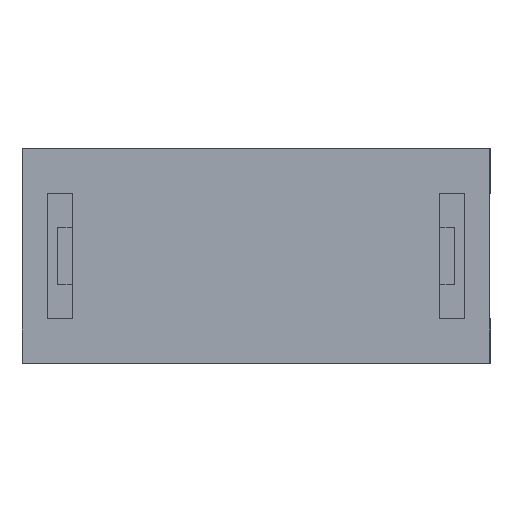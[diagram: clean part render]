
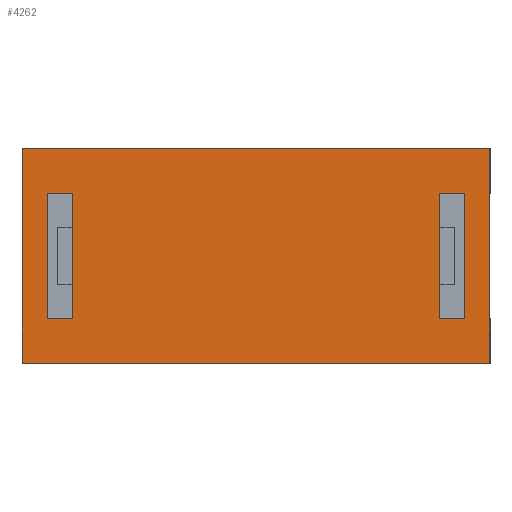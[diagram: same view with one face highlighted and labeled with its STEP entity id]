
A CAD part, top view. The second image highlights one B-rep face of the part: STEP entity #4262.
In plain terms, the highlighted planar face has unit normal (0, 0, 1).
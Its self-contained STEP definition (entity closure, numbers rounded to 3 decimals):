
#942=ORIENTED_EDGE('',*,*,#1776,.F.);
#943=ORIENTED_EDGE('',*,*,#1777,.F.);
#944=ORIENTED_EDGE('',*,*,#1778,.F.);
#945=ORIENTED_EDGE('',*,*,#1779,.F.);
#946=ORIENTED_EDGE('',*,*,#1780,.F.);
#947=ORIENTED_EDGE('',*,*,#1781,.F.);
#948=ORIENTED_EDGE('',*,*,#1782,.F.);
#949=ORIENTED_EDGE('',*,*,#1783,.F.);
#950=ORIENTED_EDGE('',*,*,#1756,.F.);
#951=ORIENTED_EDGE('',*,*,#1775,.F.);
#952=ORIENTED_EDGE('',*,*,#1746,.T.);
#953=ORIENTED_EDGE('',*,*,#1784,.T.);
#1746=EDGE_CURVE('',#2220,#2219,#2723,.T.);
#1756=EDGE_CURVE('',#2227,#2228,#2733,.T.);
#1775=EDGE_CURVE('',#2220,#2227,#2752,.T.);
#1776=EDGE_CURVE('',#2243,#2244,#2753,.T.);
#1777=EDGE_CURVE('',#2245,#2243,#2754,.T.);
#1778=EDGE_CURVE('',#2246,#2245,#2755,.T.);
#1779=EDGE_CURVE('',#2244,#2246,#2756,.T.);
#1780=EDGE_CURVE('',#2247,#2248,#2757,.T.);
#1781=EDGE_CURVE('',#2249,#2247,#2758,.T.);
#1782=EDGE_CURVE('',#2250,#2249,#2759,.T.);
#1783=EDGE_CURVE('',#2248,#2250,#2760,.T.);
#1784=EDGE_CURVE('',#2219,#2228,#2761,.T.);
#2219=VERTEX_POINT('',#6755);
#2220=VERTEX_POINT('',#6757);
#2227=VERTEX_POINT('',#6774);
#2228=VERTEX_POINT('',#6776);
#2243=VERTEX_POINT('',#6815);
#2244=VERTEX_POINT('',#6816);
#2245=VERTEX_POINT('',#6818);
#2246=VERTEX_POINT('',#6820);
#2247=VERTEX_POINT('',#6823);
#2248=VERTEX_POINT('',#6824);
#2249=VERTEX_POINT('',#6826);
#2250=VERTEX_POINT('',#6828);
#2723=LINE('',#6756,#3302);
#2733=LINE('',#6775,#3312);
#2752=LINE('',#6812,#3331);
#2753=LINE('',#6814,#3332);
#2754=LINE('',#6817,#3333);
#2755=LINE('',#6819,#3334);
#2756=LINE('',#6821,#3335);
#2757=LINE('',#6822,#3336);
#2758=LINE('',#6825,#3337);
#2759=LINE('',#6827,#3338);
#2760=LINE('',#6829,#3339);
#2761=LINE('',#6830,#3340);
#3302=VECTOR('',#5542,1000.);
#3312=VECTOR('',#5554,1000.);
#3331=VECTOR('',#5579,1000.);
#3332=VECTOR('',#5582,1000.);
#3333=VECTOR('',#5583,1000.);
#3334=VECTOR('',#5584,1000.);
#3335=VECTOR('',#5585,1000.);
#3336=VECTOR('',#5586,1000.);
#3337=VECTOR('',#5587,1000.);
#3338=VECTOR('',#5588,1000.);
#3339=VECTOR('',#5589,1000.);
#3340=VECTOR('',#5590,1000.);
#3625=EDGE_LOOP('',(#942,#943,#944,#945));
#3626=EDGE_LOOP('',(#946,#947,#948,#949));
#3627=EDGE_LOOP('',(#950,#951,#952,#953));
#3850=FACE_BOUND('',#3625,.T.);
#3851=FACE_BOUND('',#3626,.T.);
#3852=FACE_BOUND('',#3627,.T.);
#4051=PLANE('',#4714);
#4262=ADVANCED_FACE('',(#3850,#3851,#3852),#4051,.T.);
#4714=AXIS2_PLACEMENT_3D('',#6813,#5580,#5581);
#5542=DIRECTION('',(1.,0.,0.));
#5554=DIRECTION('',(1.,0.,0.));
#5579=DIRECTION('',(0.,1.,0.));
#5580=DIRECTION('',(0.,0.,1.));
#5581=DIRECTION('',(1.,0.,0.));
#5582=DIRECTION('',(-1.,0.,0.));
#5583=DIRECTION('',(0.,1.,0.));
#5584=DIRECTION('',(1.,0.,0.));
#5585=DIRECTION('',(0.,-1.,0.));
#5586=DIRECTION('',(0.,1.,0.));
#5587=DIRECTION('',(1.,0.,0.));
#5588=DIRECTION('',(0.,-1.,0.));
#5589=DIRECTION('',(-1.,0.,0.));
#5590=DIRECTION('',(0.,1.,0.));
#6755=CARTESIAN_POINT('',(6.535,-3.,1.15));
#6756=CARTESIAN_POINT('',(-6.535,-3.,1.15));
#6757=CARTESIAN_POINT('',(-6.535,-3.,1.15));
#6774=CARTESIAN_POINT('',(-6.535,3.,1.15));
#6775=CARTESIAN_POINT('',(-6.535,3.,1.15));
#6776=CARTESIAN_POINT('',(6.535,3.,1.15));
#6812=CARTESIAN_POINT('',(-6.535,-3.,1.15));
#6813=CARTESIAN_POINT('',(-6.535,-3.,1.15));
#6814=CARTESIAN_POINT('',(-5.135,1.75,1.15));
#6815=CARTESIAN_POINT('',(-5.135,1.75,1.15));
#6816=CARTESIAN_POINT('',(-5.835,1.75,1.15));
#6817=CARTESIAN_POINT('',(-5.135,-1.75,1.15));
#6818=CARTESIAN_POINT('',(-5.135,-1.75,1.15));
#6819=CARTESIAN_POINT('',(-5.835,-1.75,1.15));
#6820=CARTESIAN_POINT('',(-5.835,-1.75,1.15));
#6821=CARTESIAN_POINT('',(-5.835,1.75,1.15));
#6822=CARTESIAN_POINT('',(5.835,-1.75,1.15));
#6823=CARTESIAN_POINT('',(5.835,-1.75,1.15));
#6824=CARTESIAN_POINT('',(5.835,1.75,1.15));
#6825=CARTESIAN_POINT('',(5.135,-1.75,1.15));
#6826=CARTESIAN_POINT('',(5.135,-1.75,1.15));
#6827=CARTESIAN_POINT('',(5.135,1.75,1.15));
#6828=CARTESIAN_POINT('',(5.135,1.75,1.15));
#6829=CARTESIAN_POINT('',(5.835,1.75,1.15));
#6830=CARTESIAN_POINT('',(6.535,-3.,1.15));
